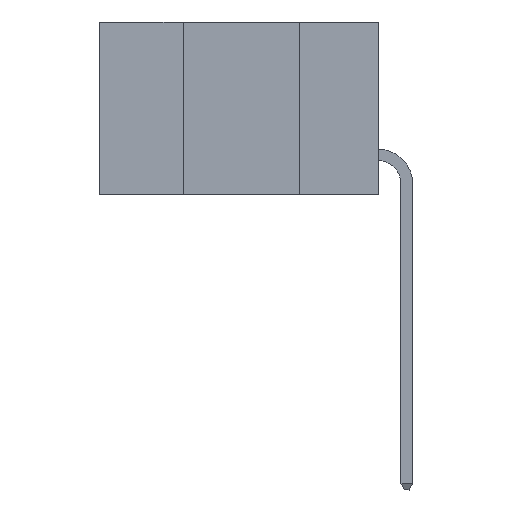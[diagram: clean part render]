
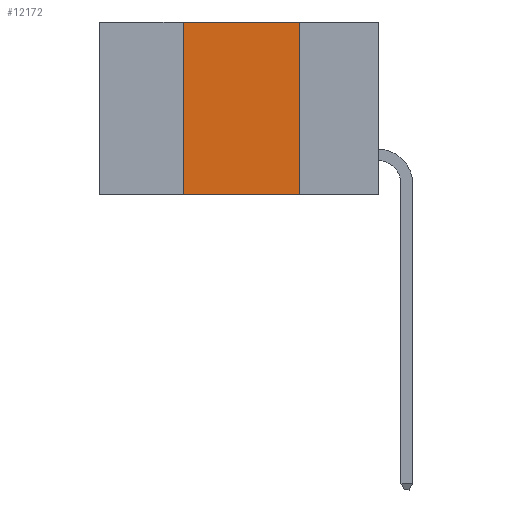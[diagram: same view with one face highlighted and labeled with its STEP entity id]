
A CAD part, left-side view. The second image highlights one B-rep face of the part: STEP entity #12172.
In plain terms, the highlighted planar face has unit normal (-1, 0, 0).
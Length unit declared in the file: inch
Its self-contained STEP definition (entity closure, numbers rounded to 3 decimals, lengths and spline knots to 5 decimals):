
#947 = CARTESIAN_POINT ( 'NONE',  ( 0., 0.17, -0.37 ) ) ;
#1361 = CARTESIAN_POINT ( 'NONE',  ( 0., 0.42, 0. ) ) ;
#1464 = DIRECTION ( 'NONE',  ( 0., -1., 0. ) ) ;
#2664 = VECTOR ( 'NONE', #1464, 39.37008 ) ;
#3035 = ORIENTED_EDGE ( 'NONE', *, *, #16214, .F. ) ;
#3346 = VERTEX_POINT ( 'NONE', #12900 ) ;
#3876 = CARTESIAN_POINT ( 'NONE',  ( 0., 0.42, -0.37 ) ) ;
#4462 = CARTESIAN_POINT ( 'NONE',  ( 0., 0.6, 0. ) ) ;
#4955 = VERTEX_POINT ( 'NONE', #1361 ) ;
#5188 = CARTESIAN_POINT ( 'NONE',  ( 0., 0.6, 0. ) ) ;
#5228 = EDGE_CURVE ( 'NONE', #3346, #16492, #8805, .T. ) ;
#5772 = LINE ( 'NONE', #17095, #12273 ) ;
#6068 = FACE_OUTER_BOUND ( 'NONE', #20857, .T. ) ;
#7023 = ORIENTED_EDGE ( 'NONE', *, *, #5228, .T. ) ;
#8805 = LINE ( 'NONE', #13846, #15700 ) ;
#10969 = LINE ( 'NONE', #4462, #2664 ) ;
#11446 = CARTESIAN_POINT ( 'NONE',  ( 0., 0.17, 0. ) ) ;
#11492 = VERTEX_POINT ( 'NONE', #11446 ) ;
#12049 = AXIS2_PLACEMENT_3D ( 'NONE', #5188, #17907, #15123 ) ;
#12172 = ADVANCED_FACE ( 'NONE', ( #6068 ), #19107, .F. ) ;
#12273 = VECTOR ( 'NONE', #12513, 39.37008 ) ;
#12445 = DIRECTION ( 'NONE',  ( 0., -1., 0. ) ) ;
#12513 = DIRECTION ( 'NONE',  ( 0., 0., -1. ) ) ;
#12900 = CARTESIAN_POINT ( 'NONE',  ( 0., 0.42, -0.37 ) ) ;
#13846 = CARTESIAN_POINT ( 'NONE',  ( 0., 0.6, -0.37 ) ) ;
#15123 = DIRECTION ( 'NONE',  ( 0., 0., -1. ) ) ;
#15590 = EDGE_CURVE ( 'NONE', #4955, #11492, #10969, .T. ) ;
#15700 = VECTOR ( 'NONE', #12445, 39.37008 ) ;
#16214 = EDGE_CURVE ( 'NONE', #3346, #4955, #18500, .T. ) ;
#16429 = ORIENTED_EDGE ( 'NONE', *, *, #17305, .F. ) ;
#16492 = VERTEX_POINT ( 'NONE', #947 ) ;
#17095 = CARTESIAN_POINT ( 'NONE',  ( 0., 0.17, -0.37 ) ) ;
#17302 = DIRECTION ( 'NONE',  ( 0., 0., 1. ) ) ;
#17305 = EDGE_CURVE ( 'NONE', #11492, #16492, #5772, .T. ) ;
#17907 = DIRECTION ( 'NONE',  ( 1., 0., 0. ) ) ;
#18355 = VECTOR ( 'NONE', #17302, 39.37008 ) ;
#18500 = LINE ( 'NONE', #3876, #18355 ) ;
#19107 = PLANE ( 'NONE',  #12049 ) ;
#20008 = ORIENTED_EDGE ( 'NONE', *, *, #15590, .F. ) ;
#20857 = EDGE_LOOP ( 'NONE', ( #16429, #20008, #3035, #7023 ) ) ;
